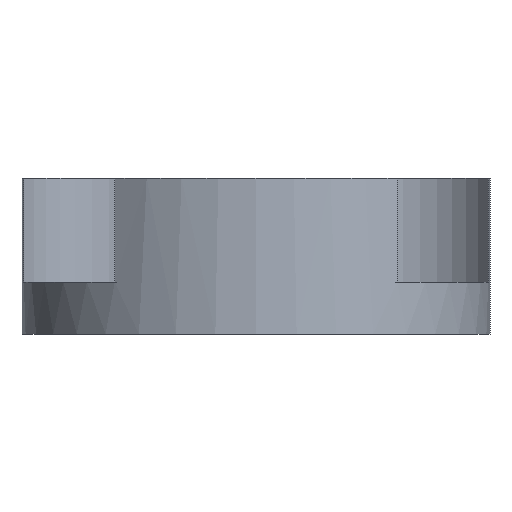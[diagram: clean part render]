
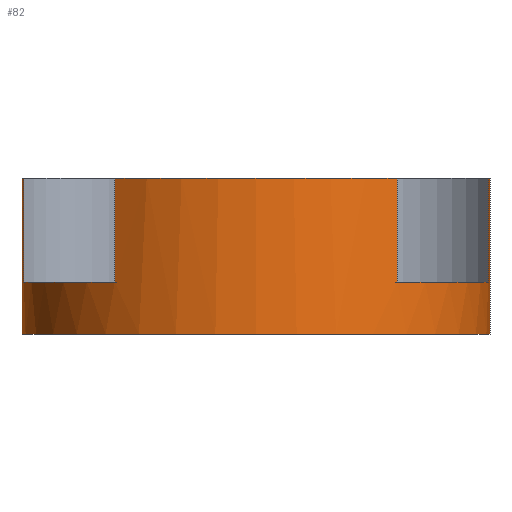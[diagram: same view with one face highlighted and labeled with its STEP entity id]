
A CAD part, front view. The second image highlights one B-rep face of the part: STEP entity #82.
In plain terms, the highlighted cylindrical face has radius 22.5 mm (diameter 45 mm), a partial arc.
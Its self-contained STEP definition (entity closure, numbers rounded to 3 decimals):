
#34 = CARTESIAN_POINT ( 'NONE',  ( 0., 0., 15. ) ) ;
#47 = AXIS2_PLACEMENT_3D ( 'NONE', #34, #380, #1414 ) ;
#78 = CARTESIAN_POINT ( 'NONE',  ( 0., 0., 15. ) ) ;
#81 = ORIENTED_EDGE ( 'NONE', *, *, #750, .F. ) ;
#82 = ADVANCED_FACE ( 'NONE', ( #1310 ), #874, .T. ) ;
#84 = ORIENTED_EDGE ( 'NONE', *, *, #239, .T. ) ;
#99 = CARTESIAN_POINT ( 'NONE',  ( 22.326, -2.797, 15. ) ) ;
#109 = EDGE_CURVE ( 'NONE', #1053, #1131, #895, .T. ) ;
#155 = LINE ( 'NONE', #850, #1062 ) ;
#162 = DIRECTION ( 'NONE',  ( -1., 0., 0. ) ) ;
#187 = VECTOR ( 'NONE', #1370, 1000. ) ;
#208 = VERTEX_POINT ( 'NONE', #307 ) ;
#212 = EDGE_CURVE ( 'NONE', #876, #613, #569, .T. ) ;
#239 = EDGE_CURVE ( 'NONE', #1053, #1135, #1203, .T. ) ;
#248 = CARTESIAN_POINT ( 'NONE',  ( 22.326, -2.797, 5. ) ) ;
#255 = LINE ( 'NONE', #1308, #1126 ) ;
#268 = CIRCLE ( 'NONE', #355, 22.5 ) ;
#271 = VECTOR ( 'NONE', #720, 1000. ) ;
#302 = VERTEX_POINT ( 'NONE', #908 ) ;
#307 = CARTESIAN_POINT ( 'NONE',  ( -22.326, -2.797, 5. ) ) ;
#329 = DIRECTION ( 'NONE',  ( 0., 0., 1. ) ) ;
#335 = CARTESIAN_POINT ( 'NONE',  ( 0., 0., 5. ) ) ;
#355 = AXIS2_PLACEMENT_3D ( 'NONE', #1447, #637, #1102 ) ;
#356 = DIRECTION ( 'NONE',  ( 0., 0., 1. ) ) ;
#363 = EDGE_CURVE ( 'NONE', #208, #390, #1405, .T. ) ;
#380 = DIRECTION ( 'NONE',  ( 0., 0., 1. ) ) ;
#388 = ORIENTED_EDGE ( 'NONE', *, *, #614, .F. ) ;
#389 = CARTESIAN_POINT ( 'NONE',  ( 0., 0., 5. ) ) ;
#390 = VERTEX_POINT ( 'NONE', #477 ) ;
#443 = VECTOR ( 'NONE', #540, 1000. ) ;
#463 = ORIENTED_EDGE ( 'NONE', *, *, #109, .F. ) ;
#469 = CARTESIAN_POINT ( 'NONE',  ( -22.5, 0., 5. ) ) ;
#477 = CARTESIAN_POINT ( 'NONE',  ( -13.585, -17.936, 5. ) ) ;
#486 = AXIS2_PLACEMENT_3D ( 'NONE', #862, #329, #1488 ) ;
#490 = EDGE_CURVE ( 'NONE', #1354, #876, #1160, .T. ) ;
#515 = LINE ( 'NONE', #604, #271 ) ;
#520 = CARTESIAN_POINT ( 'NONE',  ( -13.585, -17.936, 15. ) ) ;
#540 = DIRECTION ( 'NONE',  ( 0., 0., -1. ) ) ;
#552 = CARTESIAN_POINT ( 'NONE',  ( -22.5, 0., 0. ) ) ;
#569 = CIRCLE ( 'NONE', #486, 22.5 ) ;
#595 = EDGE_LOOP ( 'NONE', ( #81, #463, #84, #1169, #1487, #388, #727, #1397, #682, #1416, #949, #1024 ) ) ;
#604 = CARTESIAN_POINT ( 'NONE',  ( -13.585, -17.936, 15. ) ) ;
#613 = VERTEX_POINT ( 'NONE', #1289 ) ;
#614 = EDGE_CURVE ( 'NONE', #680, #1429, #1175, .T. ) ;
#637 = DIRECTION ( 'NONE',  ( 0., 0., 1. ) ) ;
#650 = DIRECTION ( 'NONE',  ( 1., 0., 0. ) ) ;
#651 = AXIS2_PLACEMENT_3D ( 'NONE', #987, #762, #742 ) ;
#680 = VERTEX_POINT ( 'NONE', #520 ) ;
#682 = ORIENTED_EDGE ( 'NONE', *, *, #1453, .F. ) ;
#709 = CARTESIAN_POINT ( 'NONE',  ( 22.5, 0., 15. ) ) ;
#720 = DIRECTION ( 'NONE',  ( 0., 0., -1. ) ) ;
#727 = ORIENTED_EDGE ( 'NONE', *, *, #1217, .T. ) ;
#728 = EDGE_CURVE ( 'NONE', #1392, #1135, #268, .T. ) ;
#742 = DIRECTION ( 'NONE',  ( 1., 0., 0. ) ) ;
#750 = EDGE_CURVE ( 'NONE', #1131, #613, #155, .T. ) ;
#762 = DIRECTION ( 'NONE',  ( 0., 0., 1. ) ) ;
#779 = EDGE_CURVE ( 'NONE', #1354, #302, #1280, .T. ) ;
#799 = AXIS2_PLACEMENT_3D ( 'NONE', #335, #356, #930 ) ;
#850 = CARTESIAN_POINT ( 'NONE',  ( 22.5, 0., 5. ) ) ;
#862 = CARTESIAN_POINT ( 'NONE',  ( 0., 0., 0. ) ) ;
#874 = CYLINDRICAL_SURFACE ( 'NONE', #1263, 22.5 ) ;
#875 = CARTESIAN_POINT ( 'NONE',  ( -22.5, 0., 15. ) ) ;
#876 = VERTEX_POINT ( 'NONE', #552 ) ;
#895 = CIRCLE ( 'NONE', #651, 22.5 ) ;
#908 = CARTESIAN_POINT ( 'NONE',  ( -22.326, -2.797, 15. ) ) ;
#930 = DIRECTION ( 'NONE',  ( 1., 0., 0. ) ) ;
#949 = ORIENTED_EDGE ( 'NONE', *, *, #490, .T. ) ;
#980 = DIRECTION ( 'NONE',  ( 0., 0., -1. ) ) ;
#987 = CARTESIAN_POINT ( 'NONE',  ( 0., 0., 15. ) ) ;
#1024 = ORIENTED_EDGE ( 'NONE', *, *, #212, .T. ) ;
#1028 = AXIS2_PLACEMENT_3D ( 'NONE', #78, #1127, #650 ) ;
#1034 = CARTESIAN_POINT ( 'NONE',  ( 13.585, -17.936, 5. ) ) ;
#1053 = VERTEX_POINT ( 'NONE', #1269 ) ;
#1062 = VECTOR ( 'NONE', #980, 1000. ) ;
#1102 = DIRECTION ( 'NONE',  ( 1., 0., 0. ) ) ;
#1126 = VECTOR ( 'NONE', #1303, 1000. ) ;
#1127 = DIRECTION ( 'NONE',  ( 0., 0., 1. ) ) ;
#1131 = VERTEX_POINT ( 'NONE', #709 ) ;
#1135 = VERTEX_POINT ( 'NONE', #248 ) ;
#1150 = CARTESIAN_POINT ( 'NONE',  ( -22.326, -2.797, 15. ) ) ;
#1160 = LINE ( 'NONE', #469, #1212 ) ;
#1169 = ORIENTED_EDGE ( 'NONE', *, *, #728, .F. ) ;
#1175 = CIRCLE ( 'NONE', #47, 22.5 ) ;
#1179 = LINE ( 'NONE', #1150, #443 ) ;
#1196 = DIRECTION ( 'NONE',  ( 0., 0., -1. ) ) ;
#1203 = LINE ( 'NONE', #99, #187 ) ;
#1212 = VECTOR ( 'NONE', #1396, 1000. ) ;
#1217 = EDGE_CURVE ( 'NONE', #680, #390, #515, .T. ) ;
#1245 = EDGE_CURVE ( 'NONE', #1429, #1392, #255, .T. ) ;
#1263 = AXIS2_PLACEMENT_3D ( 'NONE', #389, #1196, #162 ) ;
#1269 = CARTESIAN_POINT ( 'NONE',  ( 22.326, -2.797, 15. ) ) ;
#1280 = CIRCLE ( 'NONE', #1028, 22.5 ) ;
#1289 = CARTESIAN_POINT ( 'NONE',  ( 22.5, 0., 0. ) ) ;
#1303 = DIRECTION ( 'NONE',  ( 0., 0., -1. ) ) ;
#1308 = CARTESIAN_POINT ( 'NONE',  ( 13.585, -17.936, 15. ) ) ;
#1310 = FACE_OUTER_BOUND ( 'NONE', #595, .T. ) ;
#1354 = VERTEX_POINT ( 'NONE', #875 ) ;
#1370 = DIRECTION ( 'NONE',  ( 0., 0., -1. ) ) ;
#1392 = VERTEX_POINT ( 'NONE', #1034 ) ;
#1396 = DIRECTION ( 'NONE',  ( 0., 0., -1. ) ) ;
#1397 = ORIENTED_EDGE ( 'NONE', *, *, #363, .F. ) ;
#1405 = CIRCLE ( 'NONE', #799, 22.5 ) ;
#1414 = DIRECTION ( 'NONE',  ( 1., 0., 0. ) ) ;
#1416 = ORIENTED_EDGE ( 'NONE', *, *, #779, .F. ) ;
#1429 = VERTEX_POINT ( 'NONE', #1474 ) ;
#1447 = CARTESIAN_POINT ( 'NONE',  ( 0., 0., 5. ) ) ;
#1453 = EDGE_CURVE ( 'NONE', #302, #208, #1179, .T. ) ;
#1474 = CARTESIAN_POINT ( 'NONE',  ( 13.585, -17.936, 15. ) ) ;
#1487 = ORIENTED_EDGE ( 'NONE', *, *, #1245, .F. ) ;
#1488 = DIRECTION ( 'NONE',  ( 1., 0., 0. ) ) ;
